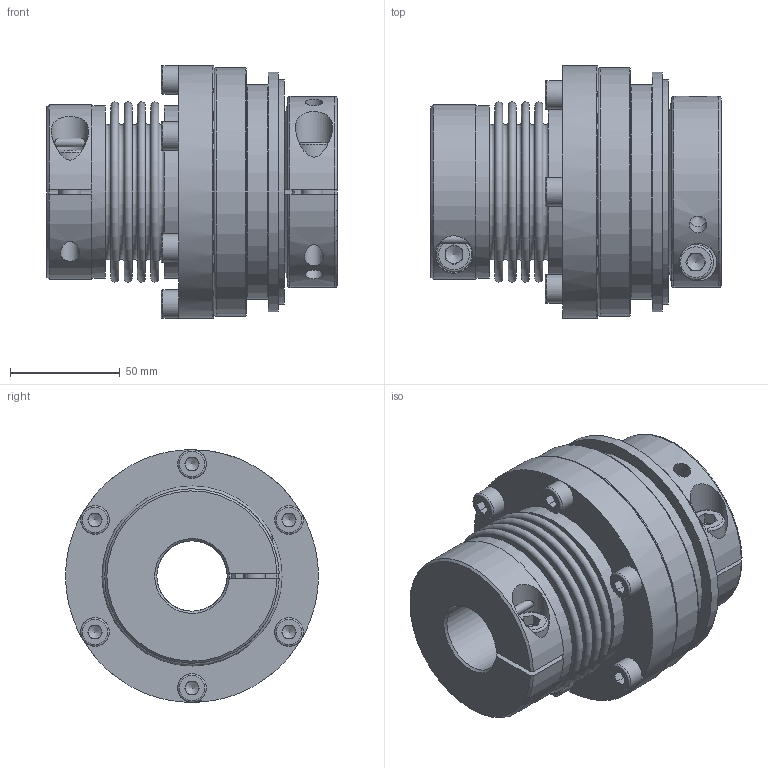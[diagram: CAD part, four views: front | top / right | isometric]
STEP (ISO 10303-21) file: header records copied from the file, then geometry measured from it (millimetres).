
FILE_DESCRIPTION( ( 'Unknown' ), '1' );
FILE_NAME( 'SKB-KP 330.stp', 'Unknown', ( 'Unknown' ), ( 'Unknown' ), 'PSStep 10.1', 'Unknown', ' ' );
FILE_SCHEMA( ( 'AUTOMOTIVE_DESIGN { 1 0 10303 214 1 1 1 1 }' ) );
Length unit declared in the file: millimetre
Products named in the file (1): kt100627
Bounding box: 132.1 x 115 x 115 mm (x, y, z)
Volume: 614630.9 mm3; surface area: 177236.3 mm2
Topology: 1 solids, 9 shells, 434 faces, 1149 edges, 731 vertices
Faces by surface type: plane 231, cylinder 86, torus 72, cone 29, sphere 12, bspline 4
Full cylindrical faces by diameter (mm): 2.5 x2, 5 x1, 6.8 x6, 8 x9, 8.5 x2, 8.6 x6, 10 x2, 10.5 x1, 13 x6, 16 x1, 17 x1, 32 x1, 36 x1, 47.5 x1, 49.8 x1, 50 x2, 58 x1, 62 x1, 62.5 x2, 78.1 x2, 78.5 x2, 90 x3, 93.5 x1, 94 x1, 97.9 x1, 102 x1, 109 x1, 113 x1, 115 x1
Entity records: 17602 total; most frequent: CARTESIAN_POINT 4316, DIRECTION 2031, ORIENTED_EDGE 1868, EDGE_CURVE 934, AXIS2_PLACEMENT_3D 829, VERTEX_POINT 655, EDGE_LOOP 634, FACE_OUTER_BOUND 523
